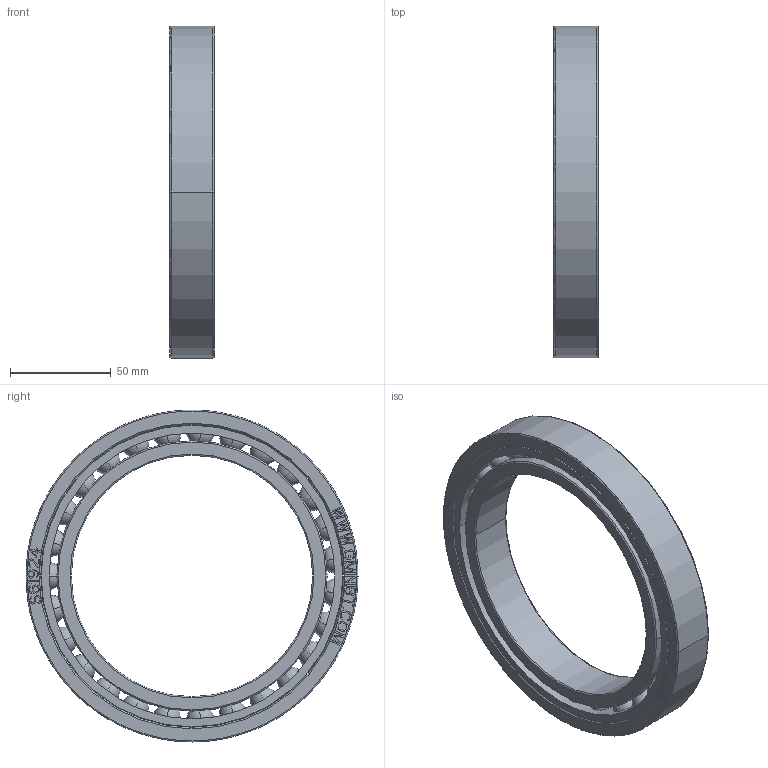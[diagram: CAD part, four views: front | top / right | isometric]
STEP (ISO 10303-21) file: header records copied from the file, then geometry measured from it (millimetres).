
FILE_DESCRIPTION((''),'2;1');
FILE_NAME('S61924_PRT','2014-03-19T',('sales 4'),(''),'PRO/ENGINEER BY PARAMETRIC TECHNOLOGY CORPORATION, 2013150','PRO/ENGINEER BY PARAMETRIC TECHNOLOGY CORPORATION, 2013150','');
FILE_SCHEMA(('AUTOMOTIVE_DESIGN { 1 0 10303 214 1 1 1 1 }'));
Length unit declared in the file: millimetre
Products named in the file (1): S61924_PRT
Bounding box: 22.01 x 165 x 165 mm (x, y, z)
Volume: 172426 mm3; surface area: 85348.6 mm2
Topology: 3 solids, 3 shells, 764 faces, 2123 edges, 1334 vertices
Faces by surface type: plane 512, cylinder 122, sphere 108, torus 12, cone 10
Entity records: 49852 total; most frequent: CARTESIAN_POINT 24666, ORIENTED_EDGE 4030, DIRECTION 3603, PRESENTATION_STYLE_ASSIGNMENT 2047, STYLED_ITEM 2018, CURVE_STYLE 2015, EDGE_CURVE 2015, VECTOR 1523
